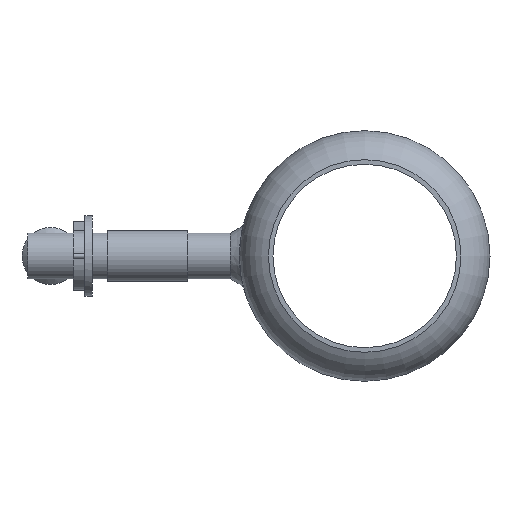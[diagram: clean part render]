
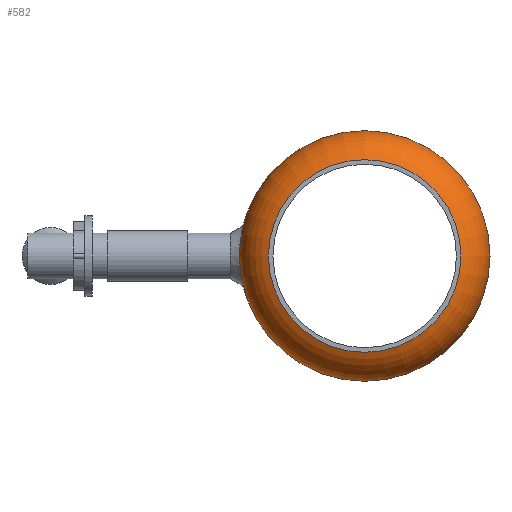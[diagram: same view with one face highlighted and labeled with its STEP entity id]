
A CAD part, left-side view. The second image highlights one B-rep face of the part: STEP entity #582.
In plain terms, the highlighted toroidal (fillet/blend) face has major radius 69.5 mm and minor radius 40 mm.
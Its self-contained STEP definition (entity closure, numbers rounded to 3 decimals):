
#16=TOROIDAL_SURFACE('',#685,69.5,40.);
#86=FACE_OUTER_BOUND('',#126,.T.);
#126=EDGE_LOOP('',(#535,#536,#537,#538,#539,#540,#541,#542));
#225=CIRCLE('',#682,109.5);
#226=CIRCLE('',#683,109.5);
#227=CIRCLE('',#684,109.5);
#228=CIRCLE('',#686,84.15);
#229=CIRCLE('',#687,84.15);
#230=CIRCLE('',#688,40.);
#231=CIRCLE('',#689,84.15);
#289=VERTEX_POINT('',#1186);
#290=VERTEX_POINT('',#1187);
#291=VERTEX_POINT('',#1189);
#292=VERTEX_POINT('',#1195);
#293=VERTEX_POINT('',#1196);
#294=VERTEX_POINT('',#1198);
#370=EDGE_CURVE('',#289,#290,#225,.T.);
#371=EDGE_CURVE('',#291,#289,#226,.T.);
#372=EDGE_CURVE('',#290,#291,#227,.T.);
#375=EDGE_CURVE('',#292,#293,#228,.T.);
#376=EDGE_CURVE('',#294,#292,#229,.T.);
#377=EDGE_CURVE('',#294,#291,#230,.T.);
#378=EDGE_CURVE('',#293,#294,#231,.T.);
#535=ORIENTED_EDGE('',*,*,#375,.F.);
#536=ORIENTED_EDGE('',*,*,#376,.F.);
#537=ORIENTED_EDGE('',*,*,#377,.T.);
#538=ORIENTED_EDGE('',*,*,#371,.T.);
#539=ORIENTED_EDGE('',*,*,#370,.T.);
#540=ORIENTED_EDGE('',*,*,#372,.T.);
#541=ORIENTED_EDGE('',*,*,#377,.F.);
#542=ORIENTED_EDGE('',*,*,#378,.F.);
#582=ADVANCED_FACE('',(#86),#16,.T.);
#682=AXIS2_PLACEMENT_3D('',#1188,#870,#871);
#683=AXIS2_PLACEMENT_3D('',#1190,#872,#873);
#684=AXIS2_PLACEMENT_3D('',#1191,#874,#875);
#685=AXIS2_PLACEMENT_3D('',#1194,#878,#879);
#686=AXIS2_PLACEMENT_3D('',#1197,#880,#881);
#687=AXIS2_PLACEMENT_3D('',#1199,#882,#883);
#688=AXIS2_PLACEMENT_3D('',#1200,#884,#885);
#689=AXIS2_PLACEMENT_3D('',#1201,#886,#887);
#870=DIRECTION('center_axis',(-1.,0.,0.));
#871=DIRECTION('ref_axis',(0.,0.,1.));
#872=DIRECTION('center_axis',(-1.,0.,0.));
#873=DIRECTION('ref_axis',(0.,0.,1.));
#874=DIRECTION('center_axis',(-1.,0.,0.));
#875=DIRECTION('ref_axis',(0.,0.,1.));
#878=DIRECTION('center_axis',(-1.,0.,0.));
#879=DIRECTION('ref_axis',(0.,0.,1.));
#880=DIRECTION('center_axis',(-1.,0.,0.));
#881=DIRECTION('ref_axis',(0.,0.,1.));
#882=DIRECTION('center_axis',(-1.,0.,0.));
#883=DIRECTION('ref_axis',(0.,0.,1.));
#884=DIRECTION('center_axis',(0.,-1.,0.));
#885=DIRECTION('ref_axis',(0.,0.,-1.));
#886=DIRECTION('center_axis',(-1.,0.,0.));
#887=DIRECTION('ref_axis',(0.,0.,1.));
#1186=CARTESIAN_POINT('',(-57.779,-109.5,0.));
#1187=CARTESIAN_POINT('',(-57.779,109.5,0.));
#1188=CARTESIAN_POINT('Origin',(-57.779,0.,0.));
#1189=CARTESIAN_POINT('',(-57.779,0.,-109.5));
#1190=CARTESIAN_POINT('Origin',(-57.779,0.,0.));
#1191=CARTESIAN_POINT('Origin',(-57.779,0.,0.));
#1194=CARTESIAN_POINT('Origin',(-57.779,0.,0.));
#1195=CARTESIAN_POINT('',(-95.,-84.15,0.));
#1196=CARTESIAN_POINT('',(-95.,84.15,0.));
#1197=CARTESIAN_POINT('Origin',(-95.,0.,0.));
#1198=CARTESIAN_POINT('',(-95.,0.,-84.15));
#1199=CARTESIAN_POINT('Origin',(-95.,0.,0.));
#1200=CARTESIAN_POINT('Origin',(-57.779,0.,
-69.5));
#1201=CARTESIAN_POINT('Origin',(-95.,0.,0.));
